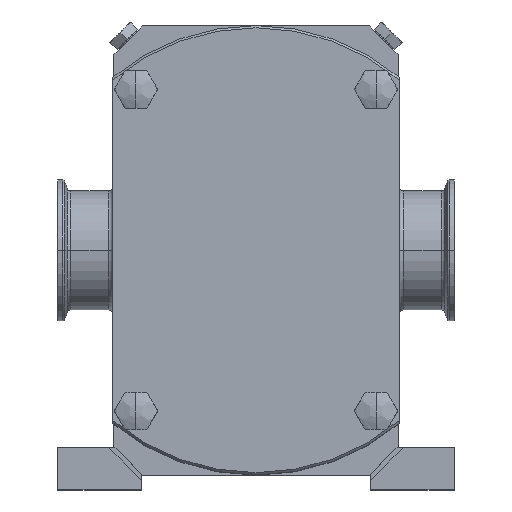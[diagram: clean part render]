
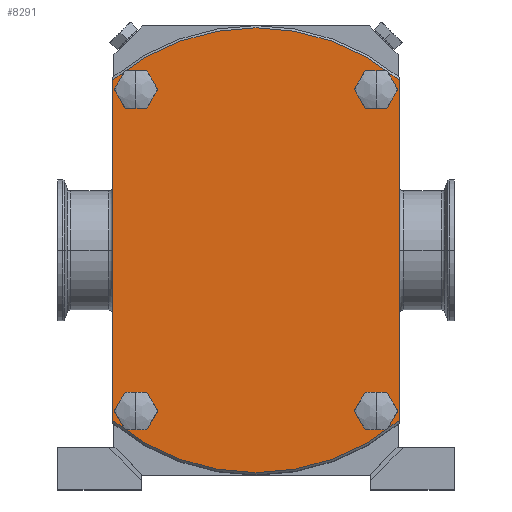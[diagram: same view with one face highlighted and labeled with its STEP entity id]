
A CAD part, top view. The second image highlights one B-rep face of the part: STEP entity #8291.
In plain terms, the highlighted planar face has unit normal (0, 0, 1).
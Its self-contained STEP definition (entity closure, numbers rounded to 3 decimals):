
#443=CARTESIAN_POINT('',(65.,-77.305,92.235));
#455=CARTESIAN_POINT('',(65.,77.305,92.235));
#516=CARTESIAN_POINT('',(-65.,77.305,92.235));
#528=CARTESIAN_POINT('',(-65.,-77.305,92.235));
#583=CARTESIAN_POINT('',(0.,0.,92.235));
#584=DIRECTION('',(0.,0.,1.));
#585=DIRECTION('',(0.644,0.765,0.));
#586=AXIS2_PLACEMENT_3D('',#583,#584,#585);
#588=DIRECTION('',(0.,1.,0.));
#589=VECTOR('',#588,154.609);
#590=CARTESIAN_POINT('',(65.,-77.305,92.235));
#591=LINE('',#590,#589);
#592=CARTESIAN_POINT('',(0.,0.,92.235));
#593=DIRECTION('',(0.,0.,1.));
#594=DIRECTION('',(-0.644,-0.765,0.));
#595=AXIS2_PLACEMENT_3D('',#592,#593,#594);
#597=DIRECTION('',(0.,-1.,0.));
#598=VECTOR('',#597,154.609);
#599=CARTESIAN_POINT('',(-65.,77.305,92.235));
#600=LINE('',#599,#598);
#601=CARTESIAN_POINT('',(-54.5,73.,92.235));
#602=DIRECTION('',(0.,0.,-1.));
#603=DIRECTION('',(0.,1.,0.));
#604=AXIS2_PLACEMENT_3D('',#601,#602,#603);
#606=CARTESIAN_POINT('',(-54.5,73.,92.235));
#607=DIRECTION('',(0.,0.,-1.));
#608=DIRECTION('',(0.,-1.,0.));
#609=AXIS2_PLACEMENT_3D('',#606,#607,#608);
#611=CARTESIAN_POINT('',(-54.5,-73.,92.235));
#612=DIRECTION('',(0.,0.,-1.));
#613=DIRECTION('',(0.,1.,0.));
#614=AXIS2_PLACEMENT_3D('',#611,#612,#613);
#616=CARTESIAN_POINT('',(-54.5,-73.,92.235));
#617=DIRECTION('',(0.,0.,-1.));
#618=DIRECTION('',(0.,-1.,0.));
#619=AXIS2_PLACEMENT_3D('',#616,#617,#618);
#621=CARTESIAN_POINT('',(54.5,73.,92.235));
#622=DIRECTION('',(0.,0.,-1.));
#623=DIRECTION('',(0.,1.,0.));
#624=AXIS2_PLACEMENT_3D('',#621,#622,#623);
#626=CARTESIAN_POINT('',(54.5,73.,92.235));
#627=DIRECTION('',(0.,0.,-1.));
#628=DIRECTION('',(0.,-1.,0.));
#629=AXIS2_PLACEMENT_3D('',#626,#627,#628);
#631=CARTESIAN_POINT('',(54.5,-73.,92.235));
#632=DIRECTION('',(0.,0.,-1.));
#633=DIRECTION('',(0.,1.,0.));
#634=AXIS2_PLACEMENT_3D('',#631,#632,#633);
#636=CARTESIAN_POINT('',(54.5,-73.,92.235));
#637=DIRECTION('',(0.,0.,-1.));
#638=DIRECTION('',(0.,-1.,0.));
#639=AXIS2_PLACEMENT_3D('',#636,#637,#638);
#7459=VERTEX_POINT('',#516);
#7463=VERTEX_POINT('',#455);
#7464=VERTEX_POINT('',#443);
#7468=VERTEX_POINT('',#528);
#7511=CARTESIAN_POINT('',(-54.5,80.5,92.235));
#7512=CARTESIAN_POINT('',(-54.5,65.5,92.235));
#7513=VERTEX_POINT('',#7511);
#7514=VERTEX_POINT('',#7512);
#7541=CARTESIAN_POINT('',(-54.5,-65.5,92.235));
#7542=CARTESIAN_POINT('',(-54.5,-80.5,92.235));
#7543=VERTEX_POINT('',#7541);
#7544=VERTEX_POINT('',#7542);
#7571=CARTESIAN_POINT('',(54.5,80.5,92.235));
#7572=CARTESIAN_POINT('',(54.5,65.5,92.235));
#7573=VERTEX_POINT('',#7571);
#7574=VERTEX_POINT('',#7572);
#7601=CARTESIAN_POINT('',(54.5,-65.5,92.235));
#7602=CARTESIAN_POINT('',(54.5,-80.5,92.235));
#7603=VERTEX_POINT('',#7601);
#7604=VERTEX_POINT('',#7602);
#8255=CARTESIAN_POINT('',(0.,0.,92.235));
#8256=DIRECTION('',(0.,0.,1.));
#8257=DIRECTION('',(1.,0.,0.));
#8258=AXIS2_PLACEMENT_3D('',#8255,#8256,#8257);
#8259=PLANE('',#8258);
#8260=ORIENTED_EDGE('',*,*,#8250,.F.);
#8261=ORIENTED_EDGE('',*,*,#8110,.F.);
#8263=ORIENTED_EDGE('',*,*,#8262,.F.);
#8264=ORIENTED_EDGE('',*,*,#8178,.F.);
#8265=EDGE_LOOP('',(#8260,#8261,#8263,#8264));
#8266=FACE_OUTER_BOUND('',#8265,.F.);
#8268=ORIENTED_EDGE('',*,*,#8267,.F.);
#8270=ORIENTED_EDGE('',*,*,#8269,.F.);
#8271=EDGE_LOOP('',(#8268,#8270));
#8272=FACE_BOUND('',#8271,.F.);
#8274=ORIENTED_EDGE('',*,*,#8273,.F.);
#8276=ORIENTED_EDGE('',*,*,#8275,.F.);
#8277=EDGE_LOOP('',(#8274,#8276));
#8278=FACE_BOUND('',#8277,.F.);
#8280=ORIENTED_EDGE('',*,*,#8279,.F.);
#8282=ORIENTED_EDGE('',*,*,#8281,.F.);
#8283=EDGE_LOOP('',(#8280,#8282));
#8284=FACE_BOUND('',#8283,.F.);
#8286=ORIENTED_EDGE('',*,*,#8285,.F.);
#8288=ORIENTED_EDGE('',*,*,#8287,.F.);
#8289=EDGE_LOOP('',(#8286,#8288));
#8290=FACE_BOUND('',#8289,.F.);
#8291=ADVANCED_FACE('',(#8266,#8272,#8278,#8284,#8290),#8259,.T.);
#587=CIRCLE('',#586,101.);
#596=CIRCLE('',#595,101.);
#605=CIRCLE('',#604,7.5);
#610=CIRCLE('',#609,7.5);
#615=CIRCLE('',#614,7.5);
#620=CIRCLE('',#619,7.5);
#625=CIRCLE('',#624,7.5);
#630=CIRCLE('',#629,7.5);
#635=CIRCLE('',#634,7.5);
#640=CIRCLE('',#639,7.5);
#8110=EDGE_CURVE('',#7464,#7463,#591,.T.);
#8178=EDGE_CURVE('',#7459,#7468,#600,.T.);
#8250=EDGE_CURVE('',#7463,#7459,#587,.T.);
#8262=EDGE_CURVE('',#7468,#7464,#596,.T.);
#8267=EDGE_CURVE('',#7513,#7514,#605,.T.);
#8269=EDGE_CURVE('',#7514,#7513,#610,.T.);
#8273=EDGE_CURVE('',#7543,#7544,#615,.T.);
#8275=EDGE_CURVE('',#7544,#7543,#620,.T.);
#8279=EDGE_CURVE('',#7573,#7574,#625,.T.);
#8281=EDGE_CURVE('',#7574,#7573,#630,.T.);
#8285=EDGE_CURVE('',#7603,#7604,#635,.T.);
#8287=EDGE_CURVE('',#7604,#7603,#640,.T.);
